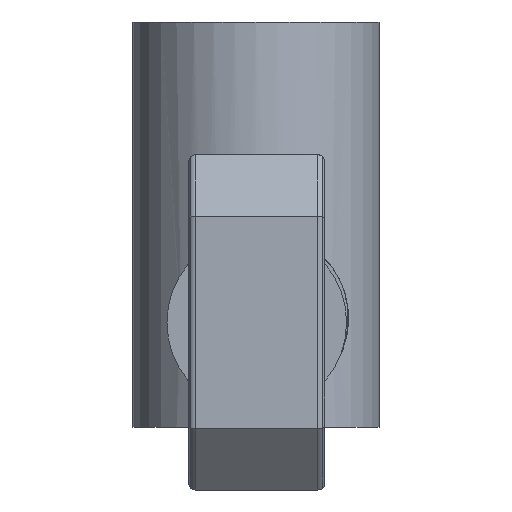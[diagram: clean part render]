
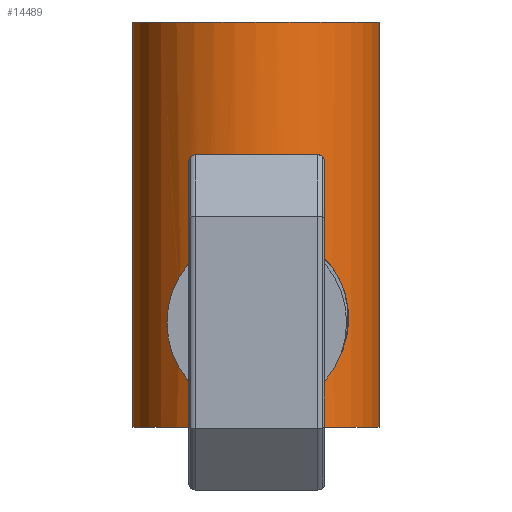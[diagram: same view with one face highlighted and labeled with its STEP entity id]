
A CAD part, left-side view. The second image highlights one B-rep face of the part: STEP entity #14489.
In plain terms, the highlighted cylindrical face has radius 7.036 mm (diameter 14.072 mm), a partial arc.
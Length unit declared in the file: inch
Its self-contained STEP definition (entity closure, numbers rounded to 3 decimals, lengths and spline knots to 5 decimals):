
#14386=CARTESIAN_POINT('',(1.0,0.0,-0.907));
#14387=DIRECTION('',(0.0,0.0,1.0));
#14388=DIRECTION('',(0.0,1.0,0.0));
#14389=AXIS2_PLACEMENT_3D('',#14386,#14387,#14388);
#14390=CYLINDRICAL_SURFACE('',#14389,0.277);
#14391=CARTESIAN_POINT('',(1.0,0.277,-0.907));
#14392=VERTEX_POINT('',#14391);
#14393=CARTESIAN_POINT('',(1.0,0.277,0.0));
#14394=VERTEX_POINT('',#14393);
#14395=CARTESIAN_POINT('',(1.0,0.277,-0.907));
#14396=DIRECTION('',(0.0,0.0,1.0));
#14397=VECTOR('',#14396,0.907);
#14398=LINE('',#14395,#14397);
#14399=EDGE_CURVE('',#14392,#14394,#14398,.T.);
#14400=ORIENTED_EDGE('',*,*,#14399,.F.);
#14401=CARTESIAN_POINT('',(1.0,-0.277,-0.907));
#14402=VERTEX_POINT('',#14401);
#14403=CARTESIAN_POINT('',(1.0,0.0,-0.907));
#14404=DIRECTION('',(0.0,0.0,1.0));
#14405=DIRECTION('',(0.0,1.0,0.0));
#14406=AXIS2_PLACEMENT_3D('',#14403,#14404,#14405);
#14407=CIRCLE('',#14406,0.277);
#14408=EDGE_CURVE('',#14392,#14402,#14407,.T.);
#14409=ORIENTED_EDGE('',*,*,#14408,.T.);
#14410=CARTESIAN_POINT('',(1.0,-0.277,0.0));
#14411=VERTEX_POINT('',#14410);
#14412=CARTESIAN_POINT('',(1.0,-0.277,0.0));
#14413=DIRECTION('',(0.0,0.0,-1.0));
#14414=VECTOR('',#14413,0.907);
#14415=LINE('',#14412,#14414);
#14416=EDGE_CURVE('',#14411,#14402,#14415,.T.);
#14417=ORIENTED_EDGE('',*,*,#14416,.F.);
#14418=CARTESIAN_POINT('',(1.0,0.0,0.0));
#14419=DIRECTION('',(0.0,0.0,-1.0));
#14420=DIRECTION('',(0.0,1.0,0.0));
#14421=AXIS2_PLACEMENT_3D('',#14418,#14419,#14420);
#14422=CIRCLE('',#14421,0.277);
#14423=EDGE_CURVE('',#14411,#14394,#14422,.T.);
#14424=ORIENTED_EDGE('',*,*,#14423,.T.);
#14425=EDGE_LOOP('',(#14400,#14409,#14417,#14424));
#14426=FACE_OUTER_BOUND('',#14425,.T.);
#14427=CARTESIAN_POINT('',(0.723,0.0,-0.497));
#14428=VERTEX_POINT('',#14427);
#14429=CARTESIAN_POINT('',(0.7813,-0.17,-0.667));
#14430=VERTEX_POINT('',#14429);
#14431=CARTESIAN_POINT('',(0.723,0.0,-0.497));
#14432=CARTESIAN_POINT('',(0.723,-0.02198,-0.497));
#14433=CARTESIAN_POINT('',(0.72584,-0.04503,-0.50152));
#14434=CARTESIAN_POINT('',(0.73607,-0.08677,-0.51907));
#14435=CARTESIAN_POINT('',(0.74336,-0.1055,-0.53208));
#14436=CARTESIAN_POINT('',(0.75758,-0.13503,-0.56161));
#14437=CARTESIAN_POINT('',(0.76559,-0.14796,-0.58031));
#14438=CARTESIAN_POINT('',(0.77759,-0.16545,-0.62189));
#14439=CARTESIAN_POINT('',(0.7813,-0.17,-0.64486));
#14440=CARTESIAN_POINT('',(0.7813,-0.17,-0.667));
#14441=B_SPLINE_CURVE_WITH_KNOTS('',3,(#14431,#14432,#14433,#14434,#14435,#14436,#14437,#14438,#14439,#14440),.UNSPECIFIED.,.F.,.U.,(4,2,2,2,4),(0.26473,0.33067,0.39661,0.46304,0.52946),.UNSPECIFIED.);
#14442=EDGE_CURVE('',#14428,#14430,#14441,.T.);
#14443=ORIENTED_EDGE('',*,*,#14442,.T.);
#14444=CARTESIAN_POINT('',(0.723,0.0,-0.837));
#14445=VERTEX_POINT('',#14444);
#14446=CARTESIAN_POINT('',(0.7813,-0.17,-0.667));
#14447=CARTESIAN_POINT('',(0.7813,-0.17,-0.68914));
#14448=CARTESIAN_POINT('',(0.77759,-0.16545,-0.71211));
#14449=CARTESIAN_POINT('',(0.76559,-0.14796,-0.75369));
#14450=CARTESIAN_POINT('',(0.75758,-0.13503,-0.77239));
#14451=CARTESIAN_POINT('',(0.74336,-0.1055,-0.80192));
#14452=CARTESIAN_POINT('',(0.73607,-0.08677,-0.81493));
#14453=CARTESIAN_POINT('',(0.72584,-0.04503,-0.83248));
#14454=CARTESIAN_POINT('',(0.723,-0.02198,-0.837));
#14455=CARTESIAN_POINT('',(0.723,0.0,-0.837));
#14456=B_SPLINE_CURVE_WITH_KNOTS('',3,(#14446,#14447,#14448,#14449,#14450,#14451,#14452,#14453,#14454,#14455),.UNSPECIFIED.,.F.,.U.,(4,2,2,2,4),(0.52946,0.59588,0.6623,0.72825,0.79419),.UNSPECIFIED.);
#14457=EDGE_CURVE('',#14430,#14445,#14456,.T.);
#14458=ORIENTED_EDGE('',*,*,#14457,.T.);
#14459=CARTESIAN_POINT('',(0.7813,0.17,-0.667));
#14460=VERTEX_POINT('',#14459);
#14461=CARTESIAN_POINT('',(0.723,0.0,-0.837));
#14462=CARTESIAN_POINT('',(0.723,0.02198,-0.837));
#14463=CARTESIAN_POINT('',(0.72584,0.04503,-0.83248));
#14464=CARTESIAN_POINT('',(0.73607,0.08677,-0.81493));
#14465=CARTESIAN_POINT('',(0.74336,0.1055,-0.80192));
#14466=CARTESIAN_POINT('',(0.75758,0.13503,-0.77239));
#14467=CARTESIAN_POINT('',(0.76559,0.14796,-0.75369));
#14468=CARTESIAN_POINT('',(0.77759,0.16545,-0.71211));
#14469=CARTESIAN_POINT('',(0.7813,0.17,-0.68914));
#14470=CARTESIAN_POINT('',(0.7813,0.17,-0.667));
#14471=B_SPLINE_CURVE_WITH_KNOTS('',3,(#14461,#14462,#14463,#14464,#14465,#14466,#14467,#14468,#14469,#14470),.UNSPECIFIED.,.F.,.U.,(4,2,2,2,4),(0.79419,0.86013,0.92607,0.9925,1.05892),.UNSPECIFIED.);
#14472=EDGE_CURVE('',#14445,#14460,#14471,.T.);
#14473=ORIENTED_EDGE('',*,*,#14472,.T.);
#14474=CARTESIAN_POINT('',(0.7813,0.17,-0.667));
#14475=CARTESIAN_POINT('',(0.7813,0.17,-0.64486));
#14476=CARTESIAN_POINT('',(0.77759,0.16545,-0.62189));
#14477=CARTESIAN_POINT('',(0.76559,0.14796,-0.58031));
#14478=CARTESIAN_POINT('',(0.75758,0.13503,-0.56161));
#14479=CARTESIAN_POINT('',(0.74336,0.1055,-0.53208));
#14480=CARTESIAN_POINT('',(0.73607,0.08677,-0.51907));
#14481=CARTESIAN_POINT('',(0.72584,0.04503,-0.50152));
#14482=CARTESIAN_POINT('',(0.723,0.02198,-0.497));
#14483=CARTESIAN_POINT('',(0.723,0.0,-0.497));
#14484=B_SPLINE_CURVE_WITH_KNOTS('',3,(#14474,#14475,#14476,#14477,#14478,#14479,#14480,#14481,#14482,#14483),.UNSPECIFIED.,.F.,.U.,(4,2,2,2,4),(1.05892,1.12534,1.19176,1.2577,1.32365),.UNSPECIFIED.);
#14485=EDGE_CURVE('',#14460,#14428,#14484,.T.);
#14486=ORIENTED_EDGE('',*,*,#14485,.T.);
#14487=EDGE_LOOP('',(#14443,#14458,#14473,#14486));
#14488=FACE_BOUND('',#14487,.T.);
#14489=ADVANCED_FACE('',(#14426,#14488),#14390,.T.);
